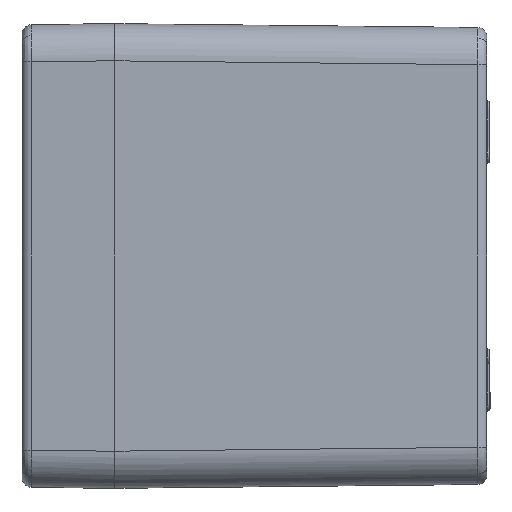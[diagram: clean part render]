
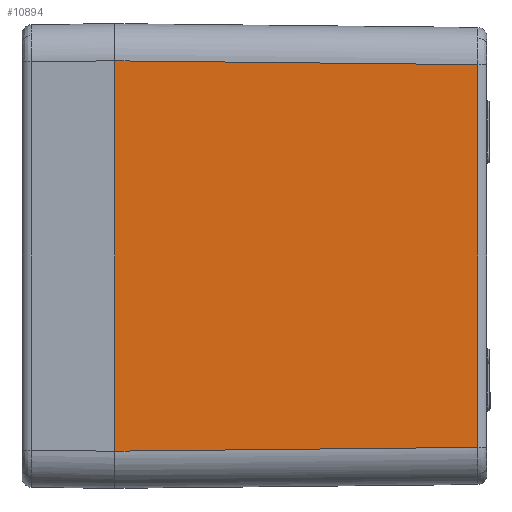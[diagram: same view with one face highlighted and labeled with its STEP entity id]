
A CAD part, left-side view. The second image highlights one B-rep face of the part: STEP entity #10894.
In plain terms, the highlighted planar face has unit normal (-1, -0.011, 0).
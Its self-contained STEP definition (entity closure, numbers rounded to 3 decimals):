
#930=LINE('',#20416,#1478);
#983=LINE('',#20725,#1531);
#984=LINE('',#20726,#1532);
#985=LINE('',#20727,#1533);
#1478=VECTOR('',#15016,1000.);
#1531=VECTOR('',#15173,1000.);
#1532=VECTOR('',#15174,1000.);
#1533=VECTOR('',#15175,1000.);
#1790=PLANE('',#12245);
#2475=FACE_OUTER_BOUND('',#3275,.T.);
#3275=EDGE_LOOP('',(#9012,#9013,#9014,#9015));
#5093=VERTEX_POINT('',#19379);
#5258=VERTEX_POINT('',#20414);
#5259=VERTEX_POINT('',#20415);
#5317=VERTEX_POINT('',#20724);
#6560=EDGE_CURVE('',#5258,#5259,#930,.T.);
#6651=EDGE_CURVE('',#5259,#5317,#983,.T.);
#6652=EDGE_CURVE('',#5317,#5093,#984,.T.);
#6653=EDGE_CURVE('',#5093,#5258,#985,.T.);
#9012=ORIENTED_EDGE('',*,*,#6651,.T.);
#9013=ORIENTED_EDGE('',*,*,#6652,.T.);
#9014=ORIENTED_EDGE('',*,*,#6653,.T.);
#9015=ORIENTED_EDGE('',*,*,#6560,.T.);
#10894=ADVANCED_FACE('',(#2475),#1790,.T.);
#12245=AXIS2_PLACEMENT_3D('',#20723,#15171,#15172);
#15016=DIRECTION('',(0.,0.,-1.));
#15171=DIRECTION('center_axis',(-1.,-0.01,
0.));
#15172=DIRECTION('ref_axis',(0.01,-1.,0.));
#15173=DIRECTION('',(0.01,-1.,0.01));
#15174=DIRECTION('',(0.,0.,1.));
#15175=DIRECTION('',(-0.01,1.,0.01));
#19379=CARTESIAN_POINT('',(-79.369,-58.216,30.87));
#20414=CARTESIAN_POINT('',(-79.982,0.3,31.483));
#20415=CARTESIAN_POINT('',(-79.982,0.3,-31.483));
#20416=CARTESIAN_POINT('',(-79.982,0.3,-37.5));
#20723=CARTESIAN_POINT('Origin',(-80.,2.,-37.5));
#20724=CARTESIAN_POINT('',(-79.369,-58.216,-30.87));
#20725=CARTESIAN_POINT('',(-80.001,2.063,-31.501));
#20726=CARTESIAN_POINT('',(-79.369,-58.216,30.854));
#20727=CARTESIAN_POINT('',(-79.992,1.278,31.493));
